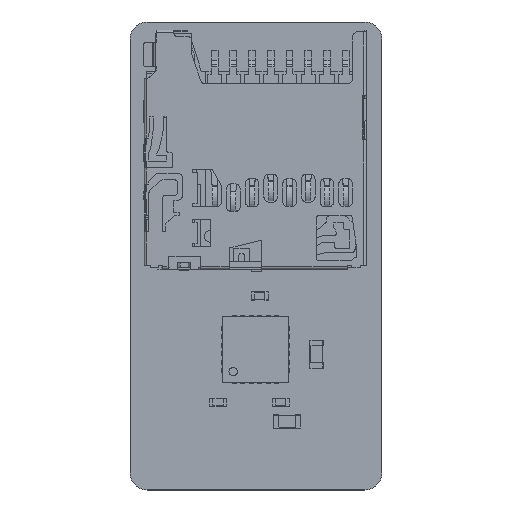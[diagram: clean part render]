
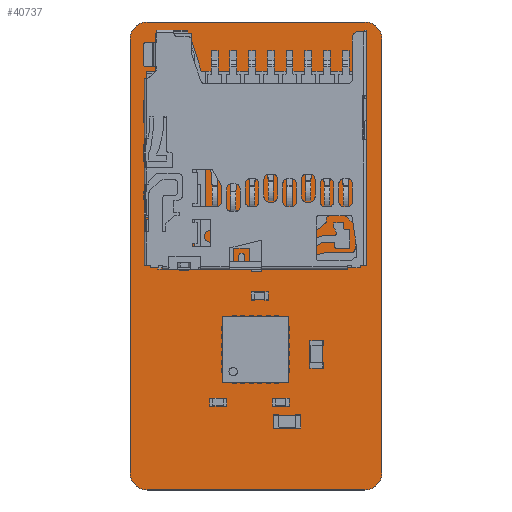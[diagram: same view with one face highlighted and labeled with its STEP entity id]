
A CAD part, top view. The second image highlights one B-rep face of the part: STEP entity #40737.
In plain terms, the highlighted planar face has unit normal (0, 0, 1).
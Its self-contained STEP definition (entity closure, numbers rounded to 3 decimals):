
#40440 = VERTEX_POINT('',#40441);
#40441 = CARTESIAN_POINT('',(134.,-99.5,0.6));
#40447 = EDGE_CURVE('',#40440,#40448,#40450,.T.);
#40448 = VERTEX_POINT('',#40449);
#40449 = CARTESIAN_POINT('',(135.,-100.5,0.6));
#40450 = CIRCLE('',#40451,1.);
#40451 = AXIS2_PLACEMENT_3D('',#40452,#40453,#40454);
#40452 = CARTESIAN_POINT('',(134.,-100.5,0.6));
#40453 = DIRECTION('',(0.,0.,-1.));
#40454 = DIRECTION('',(0.,1.,0.));
#40480 = EDGE_CURVE('',#40448,#40481,#40483,.T.);
#40481 = VERTEX_POINT('',#40482);
#40482 = CARTESIAN_POINT('',(135.,-114.5,0.6));
#40483 = LINE('',#40484,#40485);
#40484 = CARTESIAN_POINT('',(135.,-100.5,0.6));
#40485 = VECTOR('',#40486,1.);
#40486 = DIRECTION('',(0.,-1.,0.));
#40511 = EDGE_CURVE('',#40481,#40512,#40514,.T.);
#40512 = VERTEX_POINT('',#40513);
#40513 = CARTESIAN_POINT('',(135.,-126.,0.6));
#40514 = LINE('',#40515,#40516);
#40515 = CARTESIAN_POINT('',(135.,-114.5,0.6));
#40516 = VECTOR('',#40517,1.);
#40517 = DIRECTION('',(0.,-1.,0.));
#40542 = EDGE_CURVE('',#40512,#40543,#40545,.T.);
#40543 = VERTEX_POINT('',#40544);
#40544 = CARTESIAN_POINT('',(134.,-127.,0.6));
#40545 = CIRCLE('',#40546,1.);
#40546 = AXIS2_PLACEMENT_3D('',#40547,#40548,#40549);
#40547 = CARTESIAN_POINT('',(134.,-126.,0.6));
#40548 = DIRECTION('',(0.,0.,-1.));
#40549 = DIRECTION('',(1.,0.,0.));
#40575 = EDGE_CURVE('',#40543,#40576,#40578,.T.);
#40576 = VERTEX_POINT('',#40577);
#40577 = CARTESIAN_POINT('',(121.2,-127.,0.6));
#40578 = LINE('',#40579,#40580);
#40579 = CARTESIAN_POINT('',(134.,-127.,0.6));
#40580 = VECTOR('',#40581,1.);
#40581 = DIRECTION('',(-1.,0.,0.));
#40606 = EDGE_CURVE('',#40576,#40607,#40609,.T.);
#40607 = VERTEX_POINT('',#40608);
#40608 = CARTESIAN_POINT('',(120.2,-126.,0.6));
#40609 = CIRCLE('',#40610,1.);
#40610 = AXIS2_PLACEMENT_3D('',#40611,#40612,#40613);
#40611 = CARTESIAN_POINT('',(121.2,-126.,0.6));
#40612 = DIRECTION('',(0.,0.,-1.));
#40613 = DIRECTION('',(0.,-1.,0.));
#40639 = EDGE_CURVE('',#40607,#40640,#40642,.T.);
#40640 = VERTEX_POINT('',#40641);
#40641 = CARTESIAN_POINT('',(120.2,-100.5,0.6));
#40642 = LINE('',#40643,#40644);
#40643 = CARTESIAN_POINT('',(120.2,-126.,0.6));
#40644 = VECTOR('',#40645,1.);
#40645 = DIRECTION('',(0.,1.,0.));
#40670 = EDGE_CURVE('',#40640,#40671,#40673,.T.);
#40671 = VERTEX_POINT('',#40672);
#40672 = CARTESIAN_POINT('',(121.2,-99.5,0.6));
#40673 = CIRCLE('',#40674,1.);
#40674 = AXIS2_PLACEMENT_3D('',#40675,#40676,#40677);
#40675 = CARTESIAN_POINT('',(121.2,-100.5,0.6));
#40676 = DIRECTION('',(0.,0.,-1.));
#40677 = DIRECTION('',(-1.,0.,-0.));
#40703 = EDGE_CURVE('',#40671,#40440,#40704,.T.);
#40704 = LINE('',#40705,#40706);
#40705 = CARTESIAN_POINT('',(121.2,-99.5,0.6));
#40706 = VECTOR('',#40707,1.);
#40707 = DIRECTION('',(1.,0.,0.));
#40737 = ADVANCED_FACE('',(#40738),#40749,.F.);
#40738 = FACE_BOUND('',#40739,.F.);
#40739 = EDGE_LOOP('',(#40740,#40741,#40742,#40743,#40744,#40745,#40746,
    #40747,#40748));
#40740 = ORIENTED_EDGE('',*,*,#40447,.T.);
#40741 = ORIENTED_EDGE('',*,*,#40480,.T.);
#40742 = ORIENTED_EDGE('',*,*,#40511,.T.);
#40743 = ORIENTED_EDGE('',*,*,#40542,.T.);
#40744 = ORIENTED_EDGE('',*,*,#40575,.T.);
#40745 = ORIENTED_EDGE('',*,*,#40606,.T.);
#40746 = ORIENTED_EDGE('',*,*,#40639,.T.);
#40747 = ORIENTED_EDGE('',*,*,#40670,.T.);
#40748 = ORIENTED_EDGE('',*,*,#40703,.T.);
#40749 = PLANE('',#40750);
#40750 = AXIS2_PLACEMENT_3D('',#40751,#40752,#40753);
#40751 = CARTESIAN_POINT('',(127.6,-113.25,0.6));
#40752 = DIRECTION('',(-0.,-0.,-1.));
#40753 = DIRECTION('',(-1.,0.,0.));
